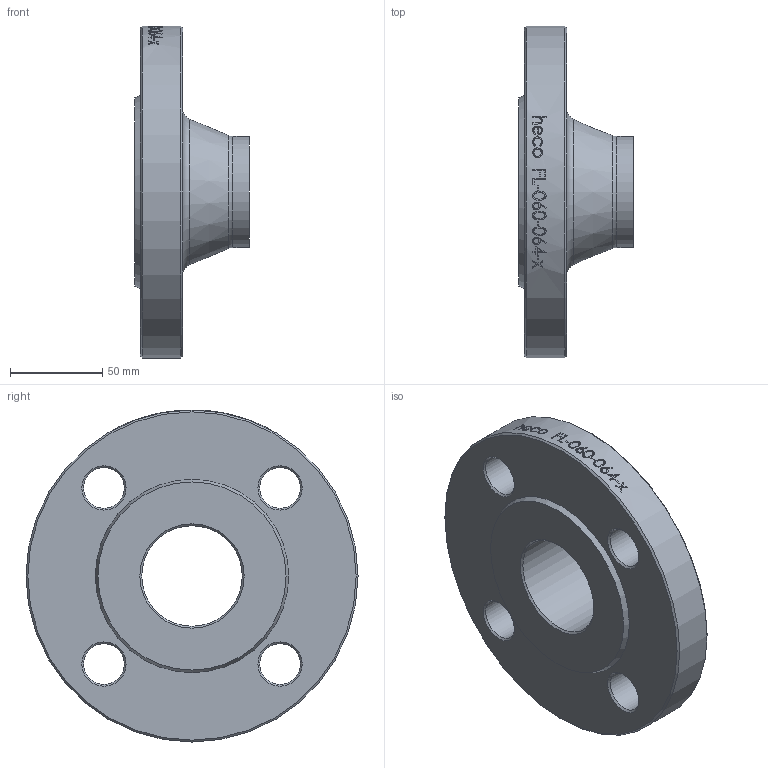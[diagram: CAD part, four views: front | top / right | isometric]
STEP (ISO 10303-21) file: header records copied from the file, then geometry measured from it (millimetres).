
FILE_DESCRIPTION (( 'STEP AP214' ), '1' );
FILE_NAME ('FL-060-064-x Vorschweissflansch EN1092 2102.STEP', '2021-02-17T08:37:37', ( '' ), ( '' ), 'SwSTEP 2.0', 'SolidWorks 2019', '' );
FILE_SCHEMA (( 'AUTOMOTIVE_DESIGN' ));
Length unit declared in the file: millimetre
Products named in the file (1): FL-060-064-x Vorschweissflansch EN1092 2102
Bounding box: 62 x 180 x 180 mm (x, y, z)
Volume: 562785 mm3; surface area: 78215.2 mm2
Topology: 1 solids, 1 shells, 50 faces, 213 edges, 190 vertices
Faces by surface type: cylinder 31, cone 13, plane 4, torus 2
Full cylindrical faces by diameter (mm): 22 x4, 54.5 x1, 60.3 x1, 180 x1
Entity records: 5701 total; most frequent: CARTESIAN_POINT 3883, ORIENTED_EDGE 364, DIRECTION 244, EDGE_CURVE 182, VERTEX_POINT 182, AXIS2_PLACEMENT_3D 110, EDGE_LOOP 108, B_SPLINE_CURVE_WITH_KNOTS 99
